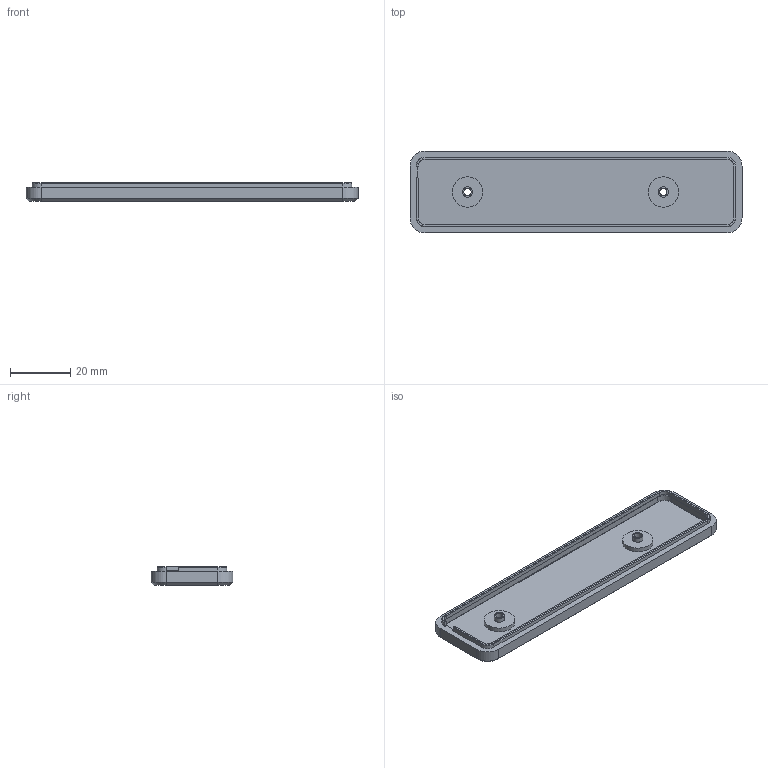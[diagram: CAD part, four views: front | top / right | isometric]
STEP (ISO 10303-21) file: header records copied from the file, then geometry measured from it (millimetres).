
FILE_DESCRIPTION(/* description */ (''),/* implementation_level */ '2;1');
FILE_NAME(/* name */ 'Light_Proximity_Switch_Bottom_Case.step',/* time_stamp */ '2025-04-04T16:41:42-04:00',/* author */ (''),/* organization */ (''),/* preprocessor_version */ 'ST-DEVELOPER v20.1',/* originating_system */ 'Autodesk Translation Framework v14.4.0.0',/* authorisation */ '');
FILE_SCHEMA (('AUTOMOTIVE_DESIGN { 1 0 10303 214 3 1 1 }'));
Length unit declared in the file: millimetre
Products named in the file (1): Bottom
Bounding box: 110.2 x 27.2 x 6.17 mm (x, y, z)
Volume: 6503.1 mm3; surface area: 9158.8 mm2
Topology: 1 solids, 1 shells, 112 faces, 265 edges, 160 vertices
Faces by surface type: plane 70, cylinder 26, cone 16
Full cylindrical faces by diameter (mm): 2.4 x2, 3.4 x2, 4.5 x2, 10.1 x2
Entity records: 3218 total; most frequent: DIRECTION 571, CARTESIAN_POINT 547, ORIENTED_EDGE 530, EDGE_CURVE 265, AXIS2_PLACEMENT_3D 194, LINE 183, VECTOR 183, VERTEX_POINT 160
